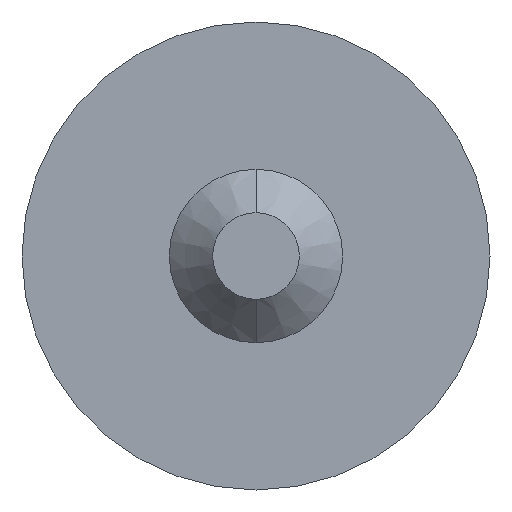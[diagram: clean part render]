
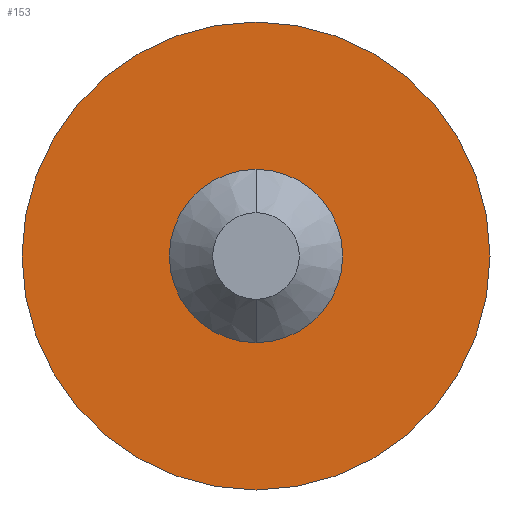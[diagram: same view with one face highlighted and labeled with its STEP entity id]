
A CAD part, front view. The second image highlights one B-rep face of the part: STEP entity #153.
In plain terms, the highlighted planar face has unit normal (0, -1, 0).
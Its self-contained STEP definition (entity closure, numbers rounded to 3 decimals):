
#13 = CARTESIAN_POINT ( 'NONE',  ( 0., 7., 0. ) ) ;
#14 = DIRECTION ( 'NONE',  ( 0., 0., -1. ) ) ;
#44 = DIRECTION ( 'NONE',  ( 0., 0., -1. ) ) ;
#61 = CIRCLE ( 'NONE', #131, 2.7 ) ;
#64 = VERTEX_POINT ( 'NONE', #244 ) ;
#68 = CARTESIAN_POINT ( 'NONE',  ( 0., 7., 0. ) ) ;
#70 = PLANE ( 'NONE',  #113 ) ;
#77 = DIRECTION ( 'NONE',  ( 0., -1., 0. ) ) ;
#78 = CARTESIAN_POINT ( 'NONE',  ( 0., 7., 0. ) ) ;
#89 = EDGE_LOOP ( 'NONE', ( #112, #169 ) ) ;
#97 = CARTESIAN_POINT ( 'NONE',  ( 1., 7., 0. ) ) ;
#99 = DIRECTION ( 'NONE',  ( 0., 0., -1. ) ) ;
#110 = VERTEX_POINT ( 'NONE', #159 ) ;
#112 = ORIENTED_EDGE ( 'NONE', *, *, #137, .T. ) ;
#113 = AXIS2_PLACEMENT_3D ( 'NONE', #97, #324, #188 ) ;
#128 = DIRECTION ( 'NONE',  ( 0., -1., 0. ) ) ;
#131 = AXIS2_PLACEMENT_3D ( 'NONE', #13, #77, #44 ) ;
#137 = EDGE_CURVE ( 'NONE', #217, #110, #205, .T. ) ;
#153 = ADVANCED_FACE ( 'NONE', ( #371, #348 ), #70, .T. ) ;
#158 = CIRCLE ( 'NONE', #251, 1. ) ;
#159 = CARTESIAN_POINT ( 'NONE',  ( 0., 7., 2.7 ) ) ;
#169 = ORIENTED_EDGE ( 'NONE', *, *, #310, .T. ) ;
#171 = EDGE_CURVE ( 'NONE', #64, #362, #158, .T. ) ;
#181 = CIRCLE ( 'NONE', #321, 1. ) ;
#188 = DIRECTION ( 'NONE',  ( 0., 0., -1. ) ) ;
#189 = EDGE_LOOP ( 'NONE', ( #276, #316 ) ) ;
#205 = CIRCLE ( 'NONE', #211, 2.7 ) ;
#211 = AXIS2_PLACEMENT_3D ( 'NONE', #305, #128, #351 ) ;
#217 = VERTEX_POINT ( 'NONE', #335 ) ;
#229 = CARTESIAN_POINT ( 'NONE',  ( 0., 7., -1. ) ) ;
#244 = CARTESIAN_POINT ( 'NONE',  ( 0., 7., 1. ) ) ;
#251 = AXIS2_PLACEMENT_3D ( 'NONE', #68, #272, #99 ) ;
#271 = EDGE_CURVE ( 'NONE', #362, #64, #181, .T. ) ;
#272 = DIRECTION ( 'NONE',  ( 0., -1., 0. ) ) ;
#276 = ORIENTED_EDGE ( 'NONE', *, *, #271, .F. ) ;
#305 = CARTESIAN_POINT ( 'NONE',  ( 0., 7., 0. ) ) ;
#310 = EDGE_CURVE ( 'NONE', #110, #217, #61, .T. ) ;
#316 = ORIENTED_EDGE ( 'NONE', *, *, #171, .F. ) ;
#321 = AXIS2_PLACEMENT_3D ( 'NONE', #78, #364, #14 ) ;
#324 = DIRECTION ( 'NONE',  ( 0., -1., 0. ) ) ;
#335 = CARTESIAN_POINT ( 'NONE',  ( 0., 7., -2.7 ) ) ;
#348 = FACE_BOUND ( 'NONE', #189, .T. ) ;
#351 = DIRECTION ( 'NONE',  ( 0., 0., -1. ) ) ;
#362 = VERTEX_POINT ( 'NONE', #229 ) ;
#364 = DIRECTION ( 'NONE',  ( 0., -1., 0. ) ) ;
#371 = FACE_OUTER_BOUND ( 'NONE', #89, .T. ) ;
